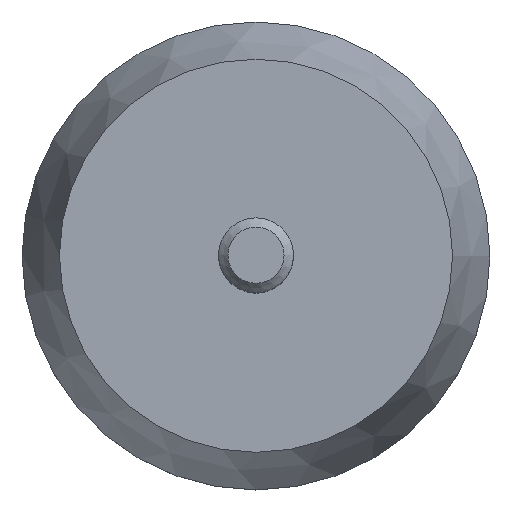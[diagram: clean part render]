
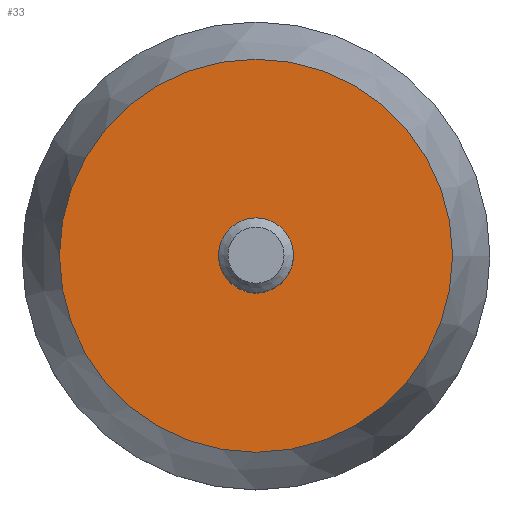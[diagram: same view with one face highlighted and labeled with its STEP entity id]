
A CAD part, top view. The second image highlights one B-rep face of the part: STEP entity #33.
In plain terms, the highlighted planar face has unit normal (0, 0, 1).
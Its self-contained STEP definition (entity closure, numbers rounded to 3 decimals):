
#33 = ADVANCED_FACE( '', ( #66, #67 ), #68, .T. );
#66 = FACE_OUTER_BOUND( '', #99, .T. );
#67 = FACE_BOUND( '', #100, .T. );
#68 = PLANE( '', #101 );
#99 = EDGE_LOOP( '', ( #128 ) );
#100 = EDGE_LOOP( '', ( #129 ) );
#101 = AXIS2_PLACEMENT_3D( '', #130, #131, #132 );
#128 = ORIENTED_EDGE( '', *, *, #165, .T. );
#129 = ORIENTED_EDGE( '', *, *, #163, .F. );
#130 = CARTESIAN_POINT( '', ( 4., 0., 17. ) );
#131 = DIRECTION( '', ( 0., 0., 1. ) );
#132 = DIRECTION( '', ( 1., 0., 0. ) );
#163 = EDGE_CURVE( '', #177, #177, #178, .T. );
#165 = EDGE_CURVE( '', #180, #180, #181, .T. );
#177 = VERTEX_POINT( '', #196 );
#178 = CIRCLE( '', #197, 4. );
#180 = VERTEX_POINT( '', #199 );
#181 = CIRCLE( '', #200, 21. );
#196 = CARTESIAN_POINT( '', ( 4., 0., 17. ) );
#197 = AXIS2_PLACEMENT_3D( '', #215, #216, #217 );
#199 = CARTESIAN_POINT( '', ( 21., 0., 17. ) );
#200 = AXIS2_PLACEMENT_3D( '', #218, #219, #220 );
#215 = CARTESIAN_POINT( '', ( 0., 0., 17. ) );
#216 = DIRECTION( '', ( 0., 0., 1. ) );
#217 = DIRECTION( '', ( 1., 0., 0. ) );
#218 = CARTESIAN_POINT( '', ( 0., 0., 17. ) );
#219 = DIRECTION( '', ( 0., 0., 1. ) );
#220 = DIRECTION( '', ( 1., 0., 0. ) );
